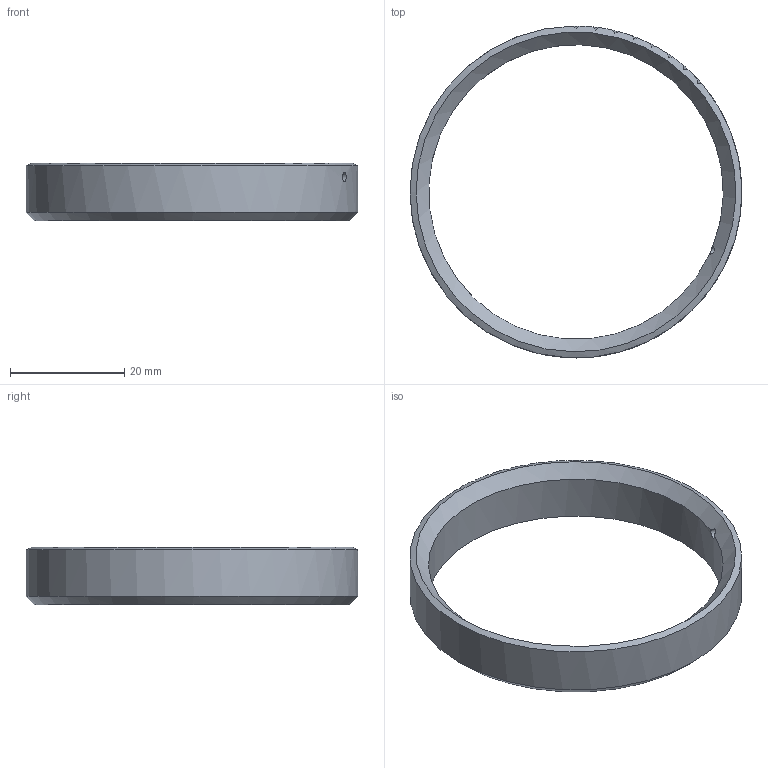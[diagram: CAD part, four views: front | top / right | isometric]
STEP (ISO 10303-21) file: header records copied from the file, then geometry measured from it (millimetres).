
FILE_DESCRIPTION(/* description */ (''),/* implementation_level */ '2;1');
FILE_NAME(/* name */ 'mountBodyBase_apertureRing_DKL_stepless',/* time_stamp */ '2023-12-11T11:17:33-05:00',/* author */ ('George Moua'),/* organization */ ('Archive 663'),/* preprocessor_version */ 'ST-DEVELOPER v16.7',/* originating_system */ 'Solid Edge',/* authorisation */ 'Unknown');
FILE_SCHEMA (('AUTOMOTIVE_DESIGN {1 0 10303 214 3 1 1}'));
Length unit declared in the file: millimetre
Products named in the file (3): mountLensBase; mountLensBase_DKL_oa_0; mountBodyBase_apertureRing_DKL_stepless
Assembly tree (2 placements, depth 3):
  mountLensBase
    mountLensBase_DKL_oa_0
      mountBodyBase_apertureRing_DKL_stepless
Bounding box: 58 x 58 x 10.09 mm (x, y, z)
Volume: 4987.3 mm3; surface area: 4179.2 mm2
Topology: 1 solids, 1 shells, 31 faces, 92 edges, 61 vertices
Faces by surface type: plane 25, cone 3, cylinder 3
Full cylindrical faces by diameter (mm): 1.6 x1, 51.5 x1, 58 x1
Entity records: 1063 total; most frequent: CARTESIAN_POINT 239, ORIENTED_EDGE 160, DIRECTION 150, EDGE_CURVE 80, VERTEX_POINT 55, AXIS2_PLACEMENT_3D 55, LINE 40, VECTOR 40
